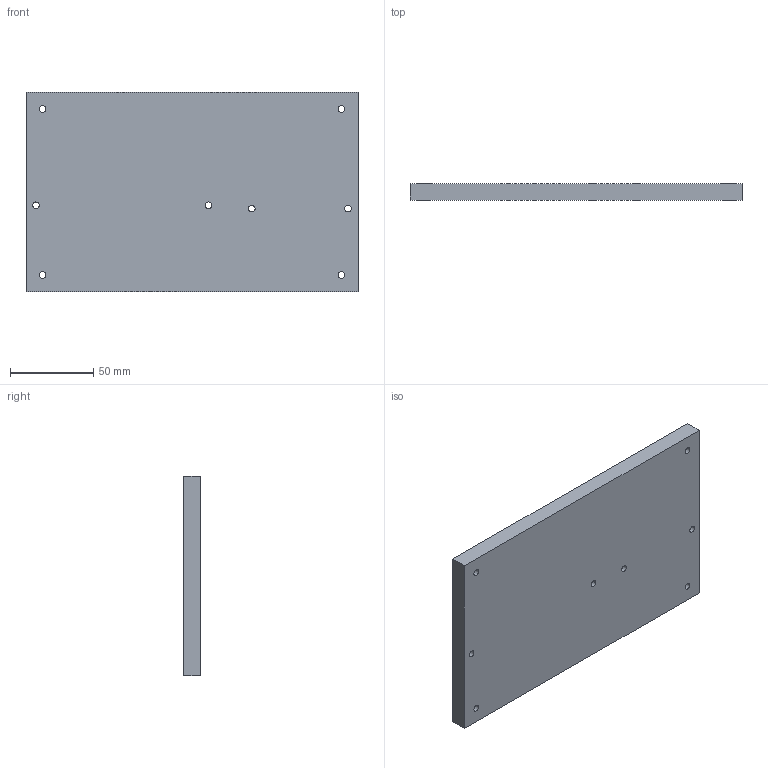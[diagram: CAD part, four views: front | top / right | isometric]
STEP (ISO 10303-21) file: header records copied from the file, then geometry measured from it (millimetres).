
FILE_DESCRIPTION(/* description */ (''),/* implementation_level */ '2;1');
FILE_NAME(/* name */ '01-base-01.step',/* time_stamp */ '2018-08-20T13:29:17+09:00',/* author */ ('chisato.nakashima'),/* organization */ (''),/* preprocessor_version */ 'ST-DEVELOPER v17',/* originating_system */ 'Autodesk Translation Framework v7.1.0.215',/* authorisation */ '');
FILE_SCHEMA (('AUTOMOTIVE_DESIGN { 1 0 10303 214 3 1 1 }'));
Length unit declared in the file: millimetre
Products named in the file (1): Base_plate
Bounding box: 200 x 10 x 120 mm (x, y, z)
Volume: 238963.2 mm3; surface area: 55180.7 mm2
Topology: 1 solids, 1 shells, 19 faces, 65 edges, 48 vertices
Faces by surface type: cylinder 9, plane 6, cone 4
Full cylindrical faces by diameter (mm): 4 x7
Entity records: 816 total; most frequent: DIRECTION 145, CARTESIAN_POINT 133, ORIENTED_EDGE 130, EDGE_CURVE 65, AXIS2_PLACEMENT_3D 60, VERTEX_POINT 48, CIRCLE 40, EDGE_LOOP 35
